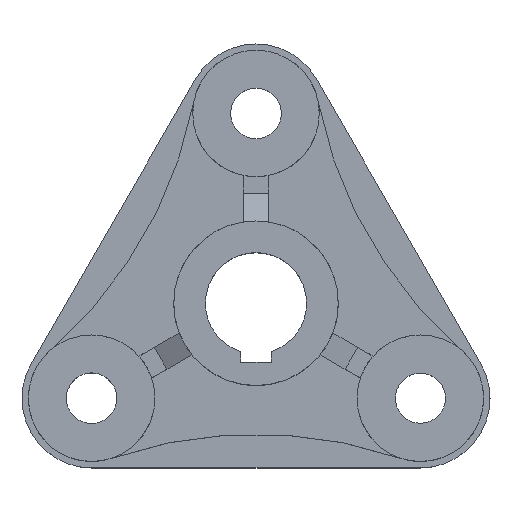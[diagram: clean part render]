
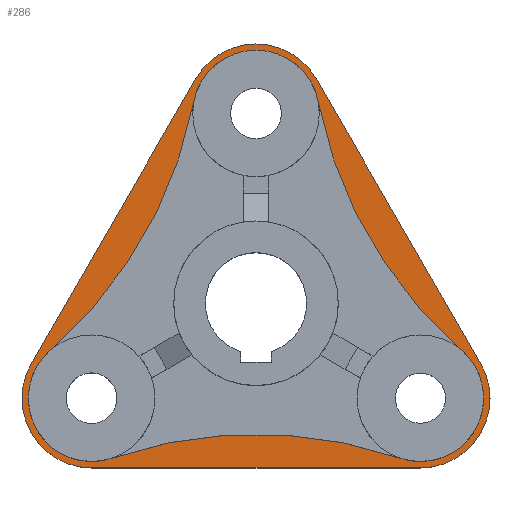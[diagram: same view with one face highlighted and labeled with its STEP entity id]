
A CAD part, top view. The second image highlights one B-rep face of the part: STEP entity #286.
In plain terms, the highlighted planar face has unit normal (0, 0, 1).
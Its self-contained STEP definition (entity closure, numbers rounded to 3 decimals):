
#14 = AXIS2_PLACEMENT_3D ( 'NONE', #438, #1232, #901 ) ;
#37 = ORIENTED_EDGE ( 'NONE', *, *, #403, .F. ) ;
#39 = CARTESIAN_POINT ( 'NONE',  ( -88.768, -23.75, 0. ) ) ;
#45 = AXIS2_PLACEMENT_3D ( 'NONE', #499, #476, #784 ) ;
#65 = CARTESIAN_POINT ( 'NONE',  ( 64.952, -37.5, 0. ) ) ;
#70 = CARTESIAN_POINT ( 'NONE',  ( 88.768, -23.75, 0. ) ) ;
#75 = CIRCLE ( 'NONE', #1084, 27.5 ) ;
#88 = CARTESIAN_POINT ( 'NONE',  ( -89.952, -37.5, 0. ) ) ;
#91 = EDGE_CURVE ( 'NONE', #453, #1983, #283, .T. ) ;
#100 = ORIENTED_EDGE ( 'NONE', *, *, #523, .F. ) ;
#106 = VECTOR ( 'NONE', #1164, 1000. ) ;
#117 = DIRECTION ( 'NONE',  ( 0., 0., -1. ) ) ;
#143 = AXIS2_PLACEMENT_3D ( 'NONE', #1572, #1285, #657 ) ;
#167 = CIRCLE ( 'NONE', #1214, 25. ) ;
#174 = CARTESIAN_POINT ( 'NONE',  ( 64.952, -65., 0. ) ) ;
#176 = ORIENTED_EDGE ( 'NONE', *, *, #1256, .F. ) ;
#197 = AXIS2_PLACEMENT_3D ( 'NONE', #1049, #1071, #2005 ) ;
#230 = EDGE_CURVE ( 'NONE', #466, #1212, #264, .T. ) ;
#248 = LINE ( 'NONE', #1635, #1341 ) ;
#264 = CIRCLE ( 'NONE', #1663, 175. ) ;
#272 = DIRECTION ( 'NONE',  ( 1., 0., 0. ) ) ;
#283 = CIRCLE ( 'NONE', #544, 27.5 ) ;
#286 = ADVANCED_FACE ( 'NONE', ( #548, #1176 ), #1788, .F. ) ;
#292 = ORIENTED_EDGE ( 'NONE', *, *, #230, .F. ) ;
#313 = CARTESIAN_POINT ( 'NONE',  ( -92.452, -37.5, 0. ) ) ;
#317 = ORIENTED_EDGE ( 'NONE', *, *, #464, .F. ) ;
#365 = DIRECTION ( 'NONE',  ( 0., 0., 1. ) ) ;
#370 = VERTEX_POINT ( 'NONE', #530 ) ;
#374 = DIRECTION ( 'NONE',  ( -1., 0., 0. ) ) ;
#375 = DIRECTION ( 'NONE',  ( 1., 0., 0. ) ) ;
#403 = EDGE_CURVE ( 'NONE', #1510, #370, #248, .T. ) ;
#408 = CARTESIAN_POINT ( 'NONE',  ( 64.952, -37.5, 0. ) ) ;
#421 = VERTEX_POINT ( 'NONE', #1777 ) ;
#426 = CIRCLE ( 'NONE', #197, 25. ) ;
#438 = CARTESIAN_POINT ( 'NONE',  ( 0., 75., 0. ) ) ;
#453 = VERTEX_POINT ( 'NONE', #313 ) ;
#464 = EDGE_CURVE ( 'NONE', #1706, #1510, #75, .T. ) ;
#466 = VERTEX_POINT ( 'NONE', #1081 ) ;
#467 = DIRECTION ( 'NONE',  ( -1., 0., 0. ) ) ;
#476 = DIRECTION ( 'NONE',  ( 0., 0., -1. ) ) ;
#496 = CIRCLE ( 'NONE', #45, 175. ) ;
#497 = CARTESIAN_POINT ( 'NONE',  ( -88.768, -23.75, 0. ) ) ;
#499 = CARTESIAN_POINT ( 'NONE',  ( 0., -226.659, 0. ) ) ;
#516 = EDGE_CURVE ( 'NONE', #658, #1495, #883, .T. ) ;
#523 = EDGE_CURVE ( 'NONE', #370, #453, #1373, .T. ) ;
#530 = CARTESIAN_POINT ( 'NONE',  ( -64.952, -65., 0. ) ) ;
#544 = AXIS2_PLACEMENT_3D ( 'NONE', #1939, #1173, #689 ) ;
#548 = FACE_BOUND ( 'NONE', #1233, .T. ) ;
#565 = CARTESIAN_POINT ( 'NONE',  ( -23.816, 88.75, 0. ) ) ;
#598 = CIRCLE ( 'NONE', #1184, 25. ) ;
#601 = EDGE_CURVE ( 'NONE', #421, #1409, #496, .T. ) ;
#624 = EDGE_CURVE ( 'NONE', #1212, #919, #759, .T. ) ;
#642 = CARTESIAN_POINT ( 'NONE',  ( 81.37, -18.646, 0. ) ) ;
#657 = DIRECTION ( 'NONE',  ( 1., 0., 0. ) ) ;
#658 = VERTEX_POINT ( 'NONE', #642 ) ;
#677 = LINE ( 'NONE', #39, #1994 ) ;
#689 = DIRECTION ( 'NONE',  ( -1., 0., 0. ) ) ;
#691 = CARTESIAN_POINT ( 'NONE',  ( 23.816, 88.75, 0. ) ) ;
#722 = AXIS2_PLACEMENT_3D ( 'NONE', #796, #1891, #1730 ) ;
#745 = DIRECTION ( 'NONE',  ( 0., 0., -1. ) ) ;
#755 = CARTESIAN_POINT ( 'NONE',  ( 196.293, 113.33, 0. ) ) ;
#759 = CIRCLE ( 'NONE', #722, 25. ) ;
#769 = CARTESIAN_POINT ( 'NONE',  ( 64.952, -37.5, 0. ) ) ;
#772 = ORIENTED_EDGE ( 'NONE', *, *, #601, .F. ) ;
#784 = DIRECTION ( 'NONE',  ( 1., 0., 0. ) ) ;
#796 = CARTESIAN_POINT ( 'NONE',  ( -64.952, -37.5, 0. ) ) ;
#813 = EDGE_CURVE ( 'NONE', #1037, #658, #853, .T. ) ;
#853 = CIRCLE ( 'NONE', #143, 25. ) ;
#861 = EDGE_CURVE ( 'NONE', #1983, #951, #677, .T. ) ;
#871 = LINE ( 'NONE', #1018, #106 ) ;
#883 = CIRCLE ( 'NONE', #1959, 175. ) ;
#889 = CIRCLE ( 'NONE', #14, 27.5 ) ;
#894 = ORIENTED_EDGE ( 'NONE', *, *, #624, .F. ) ;
#901 = DIRECTION ( 'NONE',  ( -1., 0., 0. ) ) ;
#919 = VERTEX_POINT ( 'NONE', #88 ) ;
#922 = AXIS2_PLACEMENT_3D ( 'NONE', #1680, #745, #467 ) ;
#930 = ORIENTED_EDGE ( 'NONE', *, *, #1758, .F. ) ;
#932 = DIRECTION ( 'NONE',  ( -1., 0., 0. ) ) ;
#951 = VERTEX_POINT ( 'NONE', #565 ) ;
#974 = CARTESIAN_POINT ( 'NONE',  ( -81.37, -18.646, 0. ) ) ;
#1018 = CARTESIAN_POINT ( 'NONE',  ( 23.816, 88.75, 0. ) ) ;
#1033 = DIRECTION ( 'NONE',  ( -1., 0., 0. ) ) ;
#1037 = VERTEX_POINT ( 'NONE', #1223 ) ;
#1049 = CARTESIAN_POINT ( 'NONE',  ( -64.952, -37.5, 0. ) ) ;
#1051 = EDGE_CURVE ( 'NONE', #951, #1710, #889, .T. ) ;
#1071 = DIRECTION ( 'NONE',  ( 0., 0., 1. ) ) ;
#1081 = CARTESIAN_POINT ( 'NONE',  ( -24.537, 79.791, 0. ) ) ;
#1084 = AXIS2_PLACEMENT_3D ( 'NONE', #769, #1392, #932 ) ;
#1164 = DIRECTION ( 'NONE',  ( 0.5, -0.866, 0. ) ) ;
#1173 = DIRECTION ( 'NONE',  ( 0., 0., -1. ) ) ;
#1176 = FACE_OUTER_BOUND ( 'NONE', #1526, .T. ) ;
#1184 = AXIS2_PLACEMENT_3D ( 'NONE', #65, #1908, #375 ) ;
#1190 = DIRECTION ( 'NONE',  ( 0., 0., -1. ) ) ;
#1196 = ORIENTED_EDGE ( 'NONE', *, *, #1882, .F. ) ;
#1210 = CARTESIAN_POINT ( 'NONE',  ( 24.537, 79.791, 0. ) ) ;
#1212 = VERTEX_POINT ( 'NONE', #974 ) ;
#1214 = AXIS2_PLACEMENT_3D ( 'NONE', #1801, #365, #1643 ) ;
#1223 = CARTESIAN_POINT ( 'NONE',  ( 89.952, -37.5, 0. ) ) ;
#1232 = DIRECTION ( 'NONE',  ( 0., 0., -1. ) ) ;
#1233 = EDGE_LOOP ( 'NONE', ( #176, #772, #1196, #894, #292, #930, #1840, #1366 ) ) ;
#1256 = EDGE_CURVE ( 'NONE', #1409, #1037, #598, .T. ) ;
#1285 = DIRECTION ( 'NONE',  ( 0., 0., 1. ) ) ;
#1338 = AXIS2_PLACEMENT_3D ( 'NONE', #408, #1190, #1033 ) ;
#1341 = VECTOR ( 'NONE', #374, 1000. ) ;
#1364 = CARTESIAN_POINT ( 'NONE',  ( 56.833, -61.145, 0. ) ) ;
#1366 = ORIENTED_EDGE ( 'NONE', *, *, #813, .F. ) ;
#1373 = CIRCLE ( 'NONE', #922, 27.5 ) ;
#1392 = DIRECTION ( 'NONE',  ( 0., 0., -1. ) ) ;
#1409 = VERTEX_POINT ( 'NONE', #1364 ) ;
#1455 = DIRECTION ( 'NONE',  ( 0.5, 0.866, 0. ) ) ;
#1460 = CARTESIAN_POINT ( 'NONE',  ( -196.293, 113.33, 0. ) ) ;
#1495 = VERTEX_POINT ( 'NONE', #1210 ) ;
#1510 = VERTEX_POINT ( 'NONE', #174 ) ;
#1524 = ORIENTED_EDGE ( 'NONE', *, *, #1051, .F. ) ;
#1526 = EDGE_LOOP ( 'NONE', ( #100, #37, #317, #1681, #1524, #1720, #1666 ) ) ;
#1572 = CARTESIAN_POINT ( 'NONE',  ( 64.952, -37.5, 0. ) ) ;
#1635 = CARTESIAN_POINT ( 'NONE',  ( 64.952, -65., 0. ) ) ;
#1643 = DIRECTION ( 'NONE',  ( 1., 0., 0. ) ) ;
#1663 = AXIS2_PLACEMENT_3D ( 'NONE', #1460, #117, #272 ) ;
#1666 = ORIENTED_EDGE ( 'NONE', *, *, #91, .F. ) ;
#1680 = CARTESIAN_POINT ( 'NONE',  ( -64.952, -37.5, 0. ) ) ;
#1681 = ORIENTED_EDGE ( 'NONE', *, *, #1722, .F. ) ;
#1706 = VERTEX_POINT ( 'NONE', #70 ) ;
#1710 = VERTEX_POINT ( 'NONE', #691 ) ;
#1712 = DIRECTION ( 'NONE',  ( 1., 0., 0. ) ) ;
#1720 = ORIENTED_EDGE ( 'NONE', *, *, #861, .F. ) ;
#1722 = EDGE_CURVE ( 'NONE', #1710, #1706, #871, .T. ) ;
#1730 = DIRECTION ( 'NONE',  ( 1., 0., 0. ) ) ;
#1758 = EDGE_CURVE ( 'NONE', #1495, #466, #167, .T. ) ;
#1777 = CARTESIAN_POINT ( 'NONE',  ( -56.833, -61.145, 0. ) ) ;
#1788 = PLANE ( 'NONE',  #1338 ) ;
#1801 = CARTESIAN_POINT ( 'NONE',  ( 0., 75., 0. ) ) ;
#1840 = ORIENTED_EDGE ( 'NONE', *, *, #516, .F. ) ;
#1882 = EDGE_CURVE ( 'NONE', #919, #421, #426, .T. ) ;
#1891 = DIRECTION ( 'NONE',  ( 0., 0., 1. ) ) ;
#1908 = DIRECTION ( 'NONE',  ( 0., 0., 1. ) ) ;
#1939 = CARTESIAN_POINT ( 'NONE',  ( -64.952, -37.5, 0. ) ) ;
#1959 = AXIS2_PLACEMENT_3D ( 'NONE', #755, #1984, #1712 ) ;
#1983 = VERTEX_POINT ( 'NONE', #497 ) ;
#1984 = DIRECTION ( 'NONE',  ( 0., 0., -1. ) ) ;
#1994 = VECTOR ( 'NONE', #1455, 1000. ) ;
#2005 = DIRECTION ( 'NONE',  ( 1., 0., 0. ) ) ;
